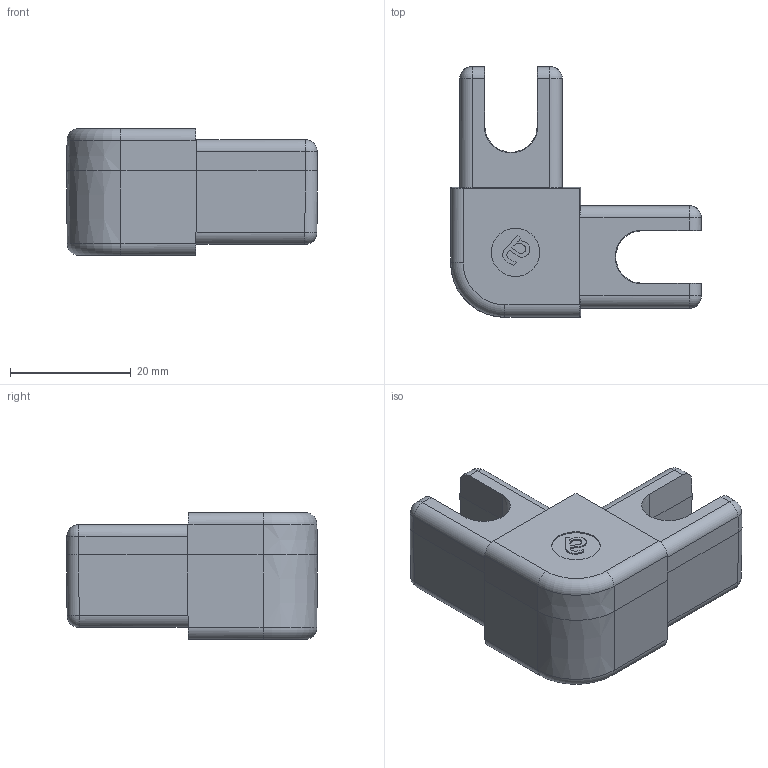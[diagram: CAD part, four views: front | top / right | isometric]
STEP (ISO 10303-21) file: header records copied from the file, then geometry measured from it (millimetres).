
FILE_DESCRIPTION (( 'STEP AP203' ), '1' );
FILE_NAME ('BK11.STEP', '2022-06-23T10:29:21', ( '' ), ( '' ), 'SwSTEP 2.0', 'SolidWorks 2021', '' );
FILE_SCHEMA (( 'CONFIG_CONTROL_DESIGN' ));
Length unit declared in the file: millimetre
Products named in the file (1): BK11
Bounding box: 41.5 x 41.5 x 21 mm (x, y, z)
Volume: 13774.8 mm3; surface area: 6131.7 mm2
Topology: 1 solids, 1 shells, 114 faces, 279 edges, 171 vertices
Faces by surface type: plane 54, cylinder 33, bspline 10, sphere 8, cone 7, torus 2
Entity records: 3861 total; most frequent: CARTESIAN_POINT 1241, ORIENTED_EDGE 558, DIRECTION 484, EDGE_CURVE 279, LINE 184, VECTOR 184, VERTEX_POINT 171, AXIS2_PLACEMENT_3D 150
